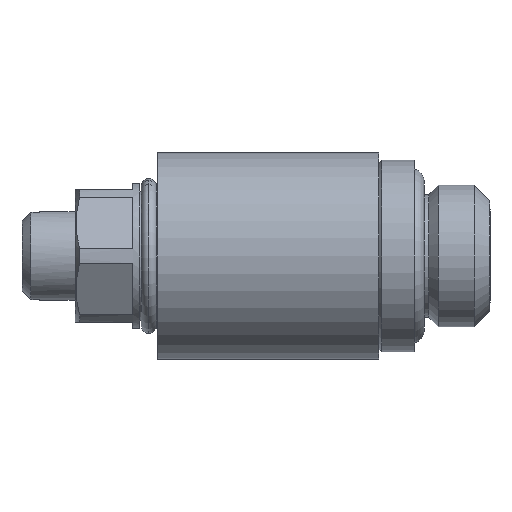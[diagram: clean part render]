
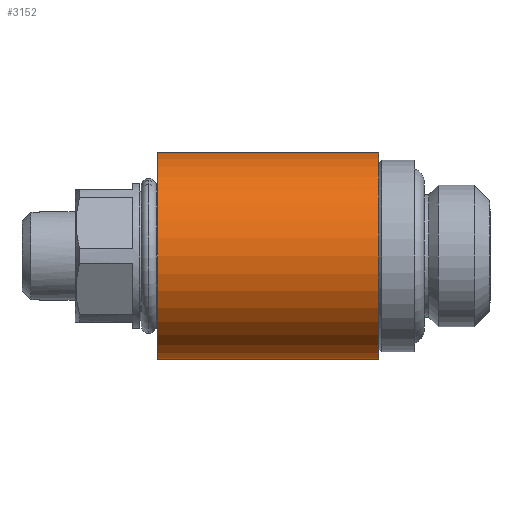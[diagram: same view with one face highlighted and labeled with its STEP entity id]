
A CAD part, left-side view. The second image highlights one B-rep face of the part: STEP entity #3152.
In plain terms, the highlighted cylindrical face has radius 7 mm (diameter 14 mm), a partial arc.
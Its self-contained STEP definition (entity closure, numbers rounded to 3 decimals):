
#1032 = CARTESIAN_POINT ( 'NONE',  ( 0., 22.9, 0. ) ) ;
#1033 = CIRCLE ( 'NONE', #1040, 7. ) ;
#1038 = DIRECTION ( 'NONE',  ( 0., 0., 1. ) ) ;
#1039 = DIRECTION ( 'NONE',  ( 0., 1., 0. ) ) ;
#1040 = AXIS2_PLACEMENT_3D ( 'NONE', #1032, #1039, #1038 ) ;
#1053 = CIRCLE ( 'NONE', #1080, 7. ) ;
#1064 = DIRECTION ( 'NONE',  ( 0., 0., -1. ) ) ;
#1065 = DIRECTION ( 'NONE',  ( 0., -1., 0. ) ) ;
#1079 = CARTESIAN_POINT ( 'NONE',  ( 0., 7.9, 0. ) ) ;
#1080 = AXIS2_PLACEMENT_3D ( 'NONE', #1079, #1065, #1064 ) ;
#1666 = DIRECTION ( 'NONE',  ( 0., 1., 0. ) ) ;
#1670 = CYLINDRICAL_SURFACE ( 'NONE', #1680, 7. ) ;
#1677 = DIRECTION ( 'NONE',  ( 0., 0., 1. ) ) ;
#1678 = FACE_OUTER_BOUND ( 'NONE', #3148, .T. ) ;
#1679 = CARTESIAN_POINT ( 'NONE',  ( 0., 28.986, 0. ) ) ;
#1680 = AXIS2_PLACEMENT_3D ( 'NONE', #1679, #1666, #1677 ) ;
#1723 = CARTESIAN_POINT ( 'NONE',  ( 0., 28.986, -7. ) ) ;
#1749 = LINE ( 'NONE', #1723, #1751 ) ;
#1750 = DIRECTION ( 'NONE',  ( 0., 1., 0. ) ) ;
#1751 = VECTOR ( 'NONE', #1750, 1000. ) ;
#1763 = CARTESIAN_POINT ( 'NONE',  ( 0., 7.9, -7. ) ) ;
#1827 = CARTESIAN_POINT ( 'NONE',  ( 0., 22.9, 7. ) ) ;
#1831 = DIRECTION ( 'NONE',  ( 0., 1., 0. ) ) ;
#1832 = VECTOR ( 'NONE', #1831, 1000. ) ;
#1833 = CARTESIAN_POINT ( 'NONE',  ( 0., 28.986, 7. ) ) ;
#1834 = LINE ( 'NONE', #1833, #1832 ) ;
#1932 = CARTESIAN_POINT ( 'NONE',  ( 0., 7.9, 7. ) ) ;
#2018 = CARTESIAN_POINT ( 'NONE',  ( 0., 22.9, -7. ) ) ;
#3050 = ORIENTED_EDGE ( 'NONE', *, *, #3051, .F. ) ;
#3051 = EDGE_CURVE ( 'NONE', #3234, #3160, #1053, .T. ) ;
#3052 = ORIENTED_EDGE ( 'NONE', *, *, #3216, .T. ) ;
#3053 = ORIENTED_EDGE ( 'NONE', *, *, #3054, .F. ) ;
#3054 = EDGE_CURVE ( 'NONE', #3222, #3219, #1033, .T. ) ;
#3148 = EDGE_LOOP ( 'NONE', ( #3153, #3050, #3052, #3053 ) ) ;
#3152 = ADVANCED_FACE ( 'NONE', ( #1678 ), #1670, .T. ) ;
#3153 = ORIENTED_EDGE ( 'NONE', *, *, #3162, .F. ) ;
#3160 = VERTEX_POINT ( 'NONE', #1763 ) ;
#3162 = EDGE_CURVE ( 'NONE', #3160, #3222, #1749, .T. ) ;
#3216 = EDGE_CURVE ( 'NONE', #3234, #3219, #1834, .T. ) ;
#3219 = VERTEX_POINT ( 'NONE', #1827 ) ;
#3222 = VERTEX_POINT ( 'NONE', #2018 ) ;
#3234 = VERTEX_POINT ( 'NONE', #1932 ) ;
